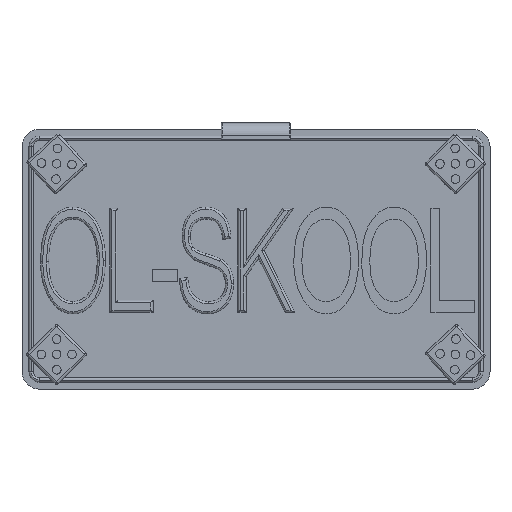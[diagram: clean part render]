
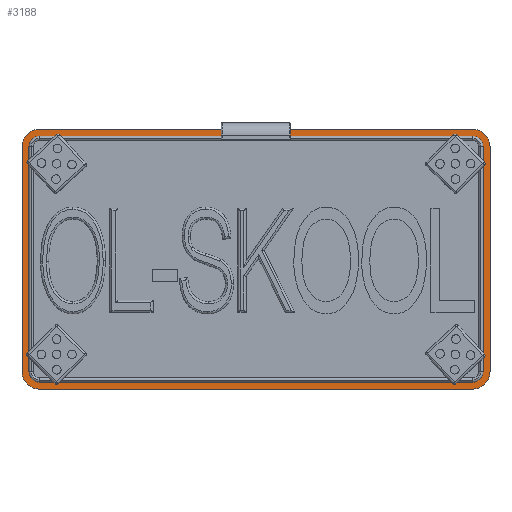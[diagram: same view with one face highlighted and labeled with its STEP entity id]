
A CAD part, top view. The second image highlights one B-rep face of the part: STEP entity #3188.
In plain terms, the highlighted planar face has unit normal (0, 0, 1).
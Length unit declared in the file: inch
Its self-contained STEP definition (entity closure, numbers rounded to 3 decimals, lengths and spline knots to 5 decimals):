
#447 = PLANE ( 'NONE',  #2339 ) ;
#455 = CARTESIAN_POINT ( 'NONE',  ( 0., 0., 0.0625 ) ) ;
#456 = DIRECTION ( 'NONE',  ( 0., 0., -1. ) ) ;
#457 = DIRECTION ( 'NONE',  ( -1., 0., 0. ) ) ;
#975 = AXIS2_PLACEMENT_3D ( 'NONE', #23494, #23495, #23496 ) ;
#976 = AXIS2_PLACEMENT_3D ( 'NONE', #23502, #23503, #23504 ) ;
#977 = AXIS2_PLACEMENT_3D ( 'NONE', #23505, #23506, #23507 ) ;
#978 = AXIS2_PLACEMENT_3D ( 'NONE', #23509, #23510, #23511 ) ;
#979 = AXIS2_PLACEMENT_3D ( 'NONE', #23514, #23515, #23516 ) ;
#980 = AXIS2_PLACEMENT_3D ( 'NONE', #23525, #23526, #23527 ) ;
#981 = AXIS2_PLACEMENT_3D ( 'NONE', #23530, #23531, #23532 ) ;
#982 = AXIS2_PLACEMENT_3D ( 'NONE', #23533, #23534, #23535 ) ;
#2124 = VERTEX_POINT ( 'NONE', #7767 ) ;
#2339 = AXIS2_PLACEMENT_3D ( 'NONE', #455, #456, #457 ) ;
#3188 = ADVANCED_FACE ( 'NONE', ( #24251, #24255 ), #447, .F. ) ;
#4059 = LINE ( 'NONE', #23493, #4073 ) ;
#4065 = CIRCLE ( 'NONE', #975, 0.15 ) ;
#4067 = LINE ( 'NONE', #23486, #4069 ) ;
#4069 = VECTOR ( 'NONE', #23484, 39.37008 ) ;
#4070 = CIRCLE ( 'NONE', #979, 0.15 ) ;
#4072 = CIRCLE ( 'NONE', #976, 0.15 ) ;
#4073 = VECTOR ( 'NONE', #23500, 39.37008 ) ;
#4075 = CIRCLE ( 'NONE', #977, 0.15 ) ;
#4077 = CIRCLE ( 'NONE', #978, 0.25 ) ;
#4079 = LINE ( 'NONE', #23501, #4081 ) ;
#4080 = LINE ( 'NONE', #23517, #4083 ) ;
#4081 = VECTOR ( 'NONE', #23508, 39.37008 ) ;
#4082 = LINE ( 'NONE', #23519, #4085 ) ;
#4083 = VECTOR ( 'NONE', #23518, 39.37008 ) ;
#4084 = LINE ( 'NONE', #23521, #4087 ) ;
#4085 = VECTOR ( 'NONE', #23520, 39.37008 ) ;
#4086 = CIRCLE ( 'NONE', #980, 0.25 ) ;
#4087 = VECTOR ( 'NONE', #23522, 39.37008 ) ;
#4088 = LINE ( 'NONE', #23512, #4090 ) ;
#4089 = CIRCLE ( 'NONE', #981, 0.25 ) ;
#4090 = VECTOR ( 'NONE', #23513, 39.37008 ) ;
#4091 = LINE ( 'NONE', #23523, #4093 ) ;
#4092 = CIRCLE ( 'NONE', #982, 0.25 ) ;
#4093 = VECTOR ( 'NONE', #23524, 39.37008 ) ;
#5476 = VERTEX_POINT ( 'NONE', #19978 ) ;
#5484 = VERTEX_POINT ( 'NONE', #19992 ) ;
#5485 = VERTEX_POINT ( 'NONE', #19994 ) ;
#5489 = VERTEX_POINT ( 'NONE', #20002 ) ;
#5490 = VERTEX_POINT ( 'NONE', #20004 ) ;
#5491 = VERTEX_POINT ( 'NONE', #20006 ) ;
#5495 = VERTEX_POINT ( 'NONE', #20013 ) ;
#5496 = VERTEX_POINT ( 'NONE', #20015 ) ;
#5498 = VERTEX_POINT ( 'NONE', #20019 ) ;
#5502 = VERTEX_POINT ( 'NONE', #20027 ) ;
#5504 = VERTEX_POINT ( 'NONE', #20031 ) ;
#5505 = VERTEX_POINT ( 'NONE', #20033 ) ;
#5508 = VERTEX_POINT ( 'NONE', #20039 ) ;
#5509 = VERTEX_POINT ( 'NONE', #20041 ) ;
#7767 = CARTESIAN_POINT ( 'NONE',  ( 6.65, 3.5, 0.0625 ) ) ;
#10363 = VERTEX_POINT ( 'NONE', #27269 ) ;
#11011 = EDGE_LOOP ( 'NONE', ( #23020, #23021, #23022, #23023, #23024, #23025, #23026, #23027 ) ) ;
#11012 = EDGE_LOOP ( 'NONE', ( #23028, #23029, #22127, #22174, #22216, #22140, #22137, #22128 ) ) ;
#19978 = CARTESIAN_POINT ( 'NONE',  ( 0., 0.25, 0.0625 ) ) ;
#19992 = CARTESIAN_POINT ( 'NONE',  ( 0.1, 0.25, 0.0625 ) ) ;
#19994 = CARTESIAN_POINT ( 'NONE',  ( 0.25, 0., 0.0625 ) ) ;
#20002 = CARTESIAN_POINT ( 'NONE',  ( 6.5, 0.1, 0.0625 ) ) ;
#20004 = CARTESIAN_POINT ( 'NONE',  ( 0.1, 3.5, 0.0625 ) ) ;
#20006 = CARTESIAN_POINT ( 'NONE',  ( 6.65, 0.25, 0.0625 ) ) ;
#20013 = CARTESIAN_POINT ( 'NONE',  ( 6.5, 0., 0.0625 ) ) ;
#20015 = CARTESIAN_POINT ( 'NONE',  ( 0., 3.5, 0.0625 ) ) ;
#20019 = CARTESIAN_POINT ( 'NONE',  ( 0.25, 3.65, 0.0625 ) ) ;
#20027 = CARTESIAN_POINT ( 'NONE',  ( 6.75, 0.25, 0.0625 ) ) ;
#20031 = CARTESIAN_POINT ( 'NONE',  ( 6.5, 3.75, 0.0625 ) ) ;
#20033 = CARTESIAN_POINT ( 'NONE',  ( 0.25, 3.75, 0.0625 ) ) ;
#20039 = CARTESIAN_POINT ( 'NONE',  ( 6.75, 3.5, 0.0625 ) ) ;
#20041 = CARTESIAN_POINT ( 'NONE',  ( 6.5, 3.65, 0.0625 ) ) ;
#22127 = ORIENTED_EDGE ( 'NONE', *, *, #24680, .F. ) ;
#22128 = ORIENTED_EDGE ( 'NONE', *, *, #24675, .F. ) ;
#22137 = ORIENTED_EDGE ( 'NONE', *, *, #24672, .F. ) ;
#22140 = ORIENTED_EDGE ( 'NONE', *, *, #24673, .F. ) ;
#22174 = ORIENTED_EDGE ( 'NONE', *, *, #24683, .F. ) ;
#22216 = ORIENTED_EDGE ( 'NONE', *, *, #24676, .F. ) ;
#23020 = ORIENTED_EDGE ( 'NONE', *, *, #24688, .T. ) ;
#23021 = ORIENTED_EDGE ( 'NONE', *, *, #24685, .T. ) ;
#23022 = ORIENTED_EDGE ( 'NONE', *, *, #24684, .T. ) ;
#23023 = ORIENTED_EDGE ( 'NONE', *, *, #24687, .T. ) ;
#23024 = ORIENTED_EDGE ( 'NONE', *, *, #24686, .T. ) ;
#23025 = ORIENTED_EDGE ( 'NONE', *, *, #24689, .T. ) ;
#23026 = ORIENTED_EDGE ( 'NONE', *, *, #24682, .T. ) ;
#23027 = ORIENTED_EDGE ( 'NONE', *, *, #24679, .T. ) ;
#23028 = ORIENTED_EDGE ( 'NONE', *, *, #24678, .F. ) ;
#23029 = ORIENTED_EDGE ( 'NONE', *, *, #24681, .F. ) ;
#23484 = DIRECTION ( 'NONE',  ( 0., -1., 0. ) ) ;
#23486 = CARTESIAN_POINT ( 'NONE',  ( 0.1, 0., 0.0625 ) ) ;
#23493 = CARTESIAN_POINT ( 'NONE',  ( 0., 3.65, 0.0625 ) ) ;
#23494 = CARTESIAN_POINT ( 'NONE',  ( 0.25, 3.5, 0.0625 ) ) ;
#23495 = DIRECTION ( 'NONE',  ( 0., 0., 1. ) ) ;
#23496 = DIRECTION ( 'NONE',  ( -1., 0., 0. ) ) ;
#23500 = DIRECTION ( 'NONE',  ( -1., 0., 0. ) ) ;
#23501 = CARTESIAN_POINT ( 'NONE',  ( 6.65, 0., 0.0625 ) ) ;
#23502 = CARTESIAN_POINT ( 'NONE',  ( 0.25, 0.25, 0.0625 ) ) ;
#23503 = DIRECTION ( 'NONE',  ( 0., 0., 1. ) ) ;
#23504 = DIRECTION ( 'NONE',  ( -1., 0., 0. ) ) ;
#23505 = CARTESIAN_POINT ( 'NONE',  ( 6.5, 3.5, 0.0625 ) ) ;
#23506 = DIRECTION ( 'NONE',  ( 0., 0., 1. ) ) ;
#23507 = DIRECTION ( 'NONE',  ( -1., 0., 0. ) ) ;
#23508 = DIRECTION ( 'NONE',  ( 0., 1., 0. ) ) ;
#23509 = CARTESIAN_POINT ( 'NONE',  ( 0.25, 3.5, 0.0625 ) ) ;
#23510 = DIRECTION ( 'NONE',  ( 0., 0., 1. ) ) ;
#23511 = DIRECTION ( 'NONE',  ( -1., 0., 0. ) ) ;
#23512 = CARTESIAN_POINT ( 'NONE',  ( 6.75, 0., 0.0625 ) ) ;
#23513 = DIRECTION ( 'NONE',  ( 0., 1., 0. ) ) ;
#23514 = CARTESIAN_POINT ( 'NONE',  ( 6.5, 0.25, 0.0625 ) ) ;
#23515 = DIRECTION ( 'NONE',  ( 0., 0., 1. ) ) ;
#23516 = DIRECTION ( 'NONE',  ( -1., 0., 0. ) ) ;
#23517 = CARTESIAN_POINT ( 'NONE',  ( 0., 3.75, 0.0625 ) ) ;
#23518 = DIRECTION ( 'NONE',  ( -1., 0., 0. ) ) ;
#23519 = CARTESIAN_POINT ( 'NONE',  ( 0., 0.1, 0.0625 ) ) ;
#23520 = DIRECTION ( 'NONE',  ( 1., 0., 0. ) ) ;
#23521 = CARTESIAN_POINT ( 'NONE',  ( 0., 0., 0.0625 ) ) ;
#23522 = DIRECTION ( 'NONE',  ( 1., 0., 0. ) ) ;
#23523 = CARTESIAN_POINT ( 'NONE',  ( 0., 0., 0.0625 ) ) ;
#23524 = DIRECTION ( 'NONE',  ( 0., -1., 0. ) ) ;
#23525 = CARTESIAN_POINT ( 'NONE',  ( 0.25, 0.25, 0.0625 ) ) ;
#23526 = DIRECTION ( 'NONE',  ( 0., 0., 1. ) ) ;
#23527 = DIRECTION ( 'NONE',  ( -1., 0., 0. ) ) ;
#23530 = CARTESIAN_POINT ( 'NONE',  ( 6.5, 0.25, 0.0625 ) ) ;
#23531 = DIRECTION ( 'NONE',  ( 0., 0., 1. ) ) ;
#23532 = DIRECTION ( 'NONE',  ( -1., 0., 0. ) ) ;
#23533 = CARTESIAN_POINT ( 'NONE',  ( 6.5, 3.5, 0.0625 ) ) ;
#23534 = DIRECTION ( 'NONE',  ( 0., 0., 1. ) ) ;
#23535 = DIRECTION ( 'NONE',  ( -1., 0., 0. ) ) ;
#24251 = FACE_OUTER_BOUND ( 'NONE', #11011, .T. ) ;
#24255 = FACE_BOUND ( 'NONE', #11012, .T. ) ;
#24672 = EDGE_CURVE ( 'NONE', #5498, #5490, #4065, .T. ) ;
#24673 = EDGE_CURVE ( 'NONE', #5490, #5484, #4067, .T. ) ;
#24675 = EDGE_CURVE ( 'NONE', #5509, #5498, #4059, .T. ) ;
#24676 = EDGE_CURVE ( 'NONE', #5484, #10363, #4072, .T. ) ;
#24678 = EDGE_CURVE ( 'NONE', #2124, #5509, #4075, .T. ) ;
#24679 = EDGE_CURVE ( 'NONE', #5505, #5496, #4077, .T. ) ;
#24680 = EDGE_CURVE ( 'NONE', #5489, #5491, #4070, .T. ) ;
#24681 = EDGE_CURVE ( 'NONE', #5491, #2124, #4079, .T. ) ;
#24682 = EDGE_CURVE ( 'NONE', #5504, #5505, #4080, .T. ) ;
#24683 = EDGE_CURVE ( 'NONE', #10363, #5489, #4082, .T. ) ;
#24684 = EDGE_CURVE ( 'NONE', #5485, #5495, #4084, .T. ) ;
#24685 = EDGE_CURVE ( 'NONE', #5476, #5485, #4086, .T. ) ;
#24686 = EDGE_CURVE ( 'NONE', #5502, #5508, #4088, .T. ) ;
#24687 = EDGE_CURVE ( 'NONE', #5495, #5502, #4089, .T. ) ;
#24688 = EDGE_CURVE ( 'NONE', #5496, #5476, #4091, .T. ) ;
#24689 = EDGE_CURVE ( 'NONE', #5508, #5504, #4092, .T. ) ;
#27269 = CARTESIAN_POINT ( 'NONE',  ( 0.25, 0.1, 0.0625 ) ) ;
